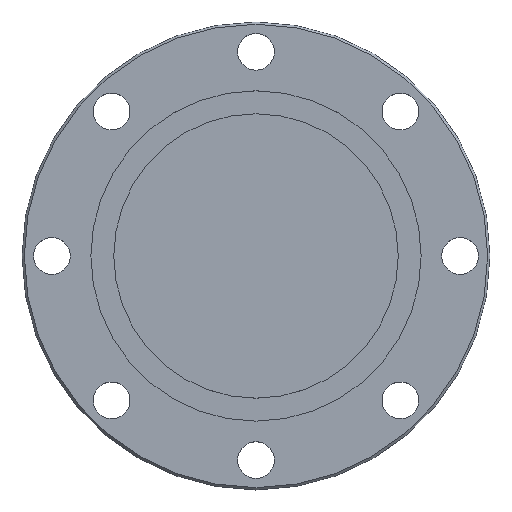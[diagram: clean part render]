
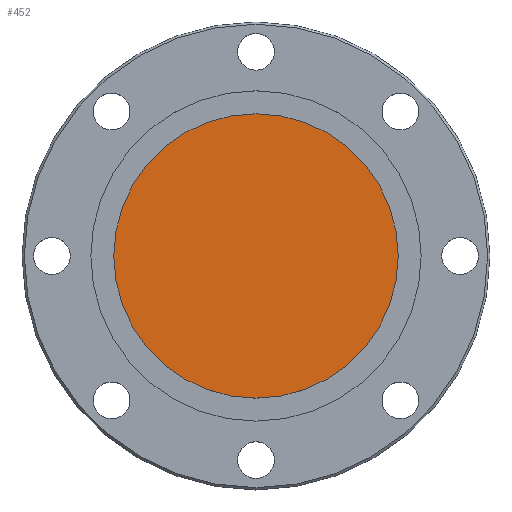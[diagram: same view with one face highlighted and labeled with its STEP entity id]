
A CAD part, top view. The second image highlights one B-rep face of the part: STEP entity #452.
In plain terms, the highlighted planar face has unit normal (0, 0, 1).
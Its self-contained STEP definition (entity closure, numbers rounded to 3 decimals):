
#49 = AXIS2_PLACEMENT_3D ( 'NONE', #164, #635, #473 ) ;
#90 = CARTESIAN_POINT ( 'NONE',  ( 0., 31., 9.5 ) ) ;
#164 = CARTESIAN_POINT ( 'NONE',  ( 0., 0., 9.5 ) ) ;
#240 = DIRECTION ( 'NONE',  ( 0., 0., -1. ) ) ;
#342 = ORIENTED_EDGE ( 'NONE', *, *, #882, .T. ) ;
#368 = EDGE_CURVE ( 'NONE', #904, #1011, #523, .T. ) ;
#401 = DIRECTION ( 'NONE',  ( 0., 0., 1. ) ) ;
#417 = AXIS2_PLACEMENT_3D ( 'NONE', #570, #401, #706 ) ;
#429 = AXIS2_PLACEMENT_3D ( 'NONE', #90, #240, #559 ) ;
#450 = ORIENTED_EDGE ( 'NONE', *, *, #368, .T. ) ;
#452 = ADVANCED_FACE ( 'NONE', ( #485 ), #565, .F. ) ;
#473 = DIRECTION ( 'NONE',  ( 1., 0., 0. ) ) ;
#485 = FACE_OUTER_BOUND ( 'NONE', #703, .T. ) ;
#523 = CIRCLE ( 'NONE', #417, 31. ) ;
#559 = DIRECTION ( 'NONE',  ( -1., 0., 0. ) ) ;
#565 = PLANE ( 'NONE',  #429 ) ;
#570 = CARTESIAN_POINT ( 'NONE',  ( 0., 0., 9.5 ) ) ;
#635 = DIRECTION ( 'NONE',  ( 0., 0., 1. ) ) ;
#703 = EDGE_LOOP ( 'NONE', ( #342, #450 ) ) ;
#706 = DIRECTION ( 'NONE',  ( 1., 0., 0. ) ) ;
#759 = CIRCLE ( 'NONE', #49, 31. ) ;
#793 = CARTESIAN_POINT ( 'NONE',  ( -31., 0., 9.5 ) ) ;
#882 = EDGE_CURVE ( 'NONE', #1011, #904, #759, .T. ) ;
#904 = VERTEX_POINT ( 'NONE', #793 ) ;
#935 = CARTESIAN_POINT ( 'NONE',  ( 31., 0., 9.5 ) ) ;
#1011 = VERTEX_POINT ( 'NONE', #935 ) ;
